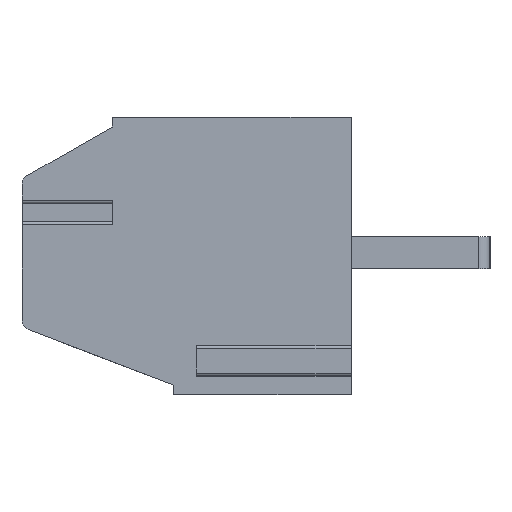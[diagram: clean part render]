
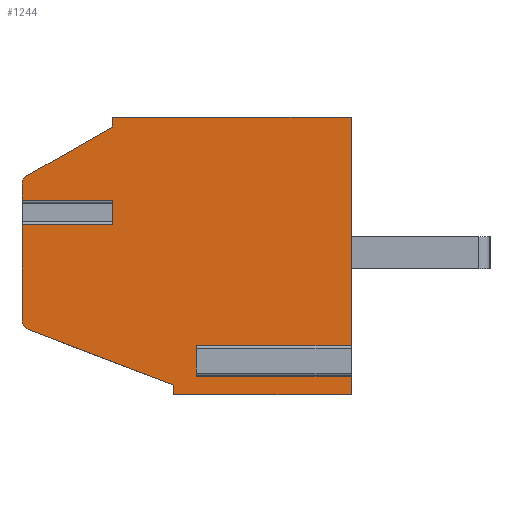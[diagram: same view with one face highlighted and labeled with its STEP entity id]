
A CAD part, left-side view. The second image highlights one B-rep face of the part: STEP entity #1244.
In plain terms, the highlighted planar face has unit normal (-1, 0, 0).
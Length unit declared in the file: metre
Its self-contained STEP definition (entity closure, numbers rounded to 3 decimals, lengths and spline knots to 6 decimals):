
#1244=ADVANCED_FACE('',(#2677),#2678,.T.);
#2677=FACE_OUTER_BOUND('',#4252,.T.);
#2678=PLANE('',#4253);
#4252=EDGE_LOOP('',(#8119,#8120,#8121,#8122,#8123,#8124,#8125,#8126,#8127,#8128,#8129,#8130,#8131,#8132,#8133,#8134,#8135,#8136));
#4253=AXIS2_PLACEMENT_3D('',#8137,#8138,#8139);
#8119=ORIENTED_EDGE('',*,*,#10155,.T.);
#8120=ORIENTED_EDGE('',*,*,#10477,.T.);
#8121=ORIENTED_EDGE('',*,*,#10889,.T.);
#8122=ORIENTED_EDGE('',*,*,#9967,.T.);
#8123=ORIENTED_EDGE('',*,*,#9328,.T.);
#8124=ORIENTED_EDGE('',*,*,#9918,.F.);
#8125=ORIENTED_EDGE('',*,*,#9614,.F.);
#8126=ORIENTED_EDGE('',*,*,#10714,.F.);
#8127=ORIENTED_EDGE('',*,*,#10890,.T.);
#8128=ORIENTED_EDGE('',*,*,#9912,.F.);
#8129=ORIENTED_EDGE('',*,*,#10012,.T.);
#8130=ORIENTED_EDGE('',*,*,#10077,.T.);
#8131=ORIENTED_EDGE('',*,*,#10891,.T.);
#8132=ORIENTED_EDGE('',*,*,#10850,.T.);
#8133=ORIENTED_EDGE('',*,*,#10161,.T.);
#8134=ORIENTED_EDGE('',*,*,#10892,.T.);
#8135=ORIENTED_EDGE('',*,*,#10611,.F.);
#8136=ORIENTED_EDGE('',*,*,#10720,.T.);
#8137=CARTESIAN_POINT('',(0.0,0.0099,-0.002078));
#8138=DIRECTION('',(-1.0,0.,0.0));
#8139=DIRECTION('',(0.0,0.0,1.0));
#9328=EDGE_CURVE('',#11152,#11156,#11158,.T.);
#9614=EDGE_CURVE('',#11672,#11674,#11675,.T.);
#9912=EDGE_CURVE('',#12171,#12173,#12174,.T.);
#9918=EDGE_CURVE('',#11674,#11156,#12184,.T.);
#9967=EDGE_CURVE('',#12259,#11152,#12263,.T.);
#10012=EDGE_CURVE('',#12171,#12336,#12338,.T.);
#10077=EDGE_CURVE('',#12336,#12436,#12438,.T.);
#10155=EDGE_CURVE('',#12567,#12565,#12568,.T.);
#10161=EDGE_CURVE('',#12577,#12575,#12578,.T.);
#10477=EDGE_CURVE('',#12565,#13047,#13049,.T.);
#10611=EDGE_CURVE('',#13225,#13227,#13228,.T.);
#10714=EDGE_CURVE('',#13359,#11672,#13360,.T.);
#10720=EDGE_CURVE('',#13225,#12567,#13366,.T.);
#10850=EDGE_CURVE('',#13508,#12577,#13522,.T.);
#10889=EDGE_CURVE('',#13047,#12259,#13565,.T.);
#10890=EDGE_CURVE('',#13359,#12173,#13566,.T.);
#10891=EDGE_CURVE('',#12436,#13508,#13567,.T.);
#10892=EDGE_CURVE('',#12575,#13227,#13568,.T.);
#11152=VERTEX_POINT('',#13861);
#11156=VERTEX_POINT('',#13866);
#11158=CIRCLE('',#13869,0.0003);
#11672=VERTEX_POINT('',#14581);
#11674=VERTEX_POINT('',#14583);
#11675=LINE('',#14584,#14585);
#12171=VERTEX_POINT('',#15280);
#12173=VERTEX_POINT('',#15283);
#12174=LINE('',#15284,#15285);
#12184=LINE('',#15297,#15298);
#12259=VERTEX_POINT('',#15401);
#12263=LINE('',#15407,#15408);
#12336=VERTEX_POINT('',#15513);
#12338=CIRCLE('',#15516,0.0003);
#12436=VERTEX_POINT('',#15660);
#12438=LINE('',#15663,#15664);
#12565=VERTEX_POINT('',#15851);
#12567=VERTEX_POINT('',#15854);
#12568=LINE('',#15855,#15856);
#12575=VERTEX_POINT('',#15865);
#12577=VERTEX_POINT('',#15867);
#12578=LINE('',#15868,#15869);
#13047=VERTEX_POINT('',#16564);
#13049=LINE('',#16567,#16568);
#13225=VERTEX_POINT('',#16830);
#13227=VERTEX_POINT('',#16832);
#13228=LINE('',#16833,#16834);
#13359=VERTEX_POINT('',#17030);
#13360=LINE('',#17031,#17032);
#13366=LINE('',#17039,#17040);
#13508=VERTEX_POINT('',#17272);
#13522=LINE('',#17296,#17297);
#13565=LINE('',#17358,#17359);
#13566=LINE('',#17360,#17361);
#13567=LINE('',#17362,#17363);
#13568=LINE('',#17364,#17365);
#13861=CARTESIAN_POINT('',(0.0,0.010049,-0.001818));
#13866=CARTESIAN_POINT('',(0.0,0.0102,-0.002078));
#13869=AXIS2_PLACEMENT_3D('',#17694,#17695,#17696);
#14581=CARTESIAN_POINT('',(0.,0.0074,-0.002573));
#14583=CARTESIAN_POINT('',(0.,0.0102,-0.002573));
#14584=CARTESIAN_POINT('',(0.,-0.004301,-0.002573));
#14585=VECTOR('',#18003,1.0);
#15280=CARTESIAN_POINT('',(0.0,0.0102,-0.006298));
#15283=CARTESIAN_POINT('',(0.,0.0102,-0.003327));
#15284=CARTESIAN_POINT('',(0.0,0.0102,-0.006298));
#15285=VECTOR('',#18309,1.0);
#15297=CARTESIAN_POINT('',(0.0,0.0102,-0.006298));
#15298=VECTOR('',#18321,1.0);
#15401=CARTESIAN_POINT('',(0.0,0.0074,-0.000304));
#15407=CARTESIAN_POINT('',(0.0,0.010049,-0.001818));
#15408=VECTOR('',#18376,1.0);
#15513=CARTESIAN_POINT('',(0.0,0.010007,-0.006578));
#15516=AXIS2_PLACEMENT_3D('',#18419,#18420,#18421);
#15660=CARTESIAN_POINT('',(0.0,0.0055,-0.0083));
#15663=CARTESIAN_POINT('',(0.0,0.0055,-0.0083));
#15664=VECTOR('',#18475,1.0);
#15851=CARTESIAN_POINT('',(0.0,0.0,0.0));
#15854=CARTESIAN_POINT('',(0.0,0.0,-0.007173));
#15855=CARTESIAN_POINT('',(0.0,0.0,0.0));
#15856=VECTOR('',#18561,1.0);
#15865=CARTESIAN_POINT('',(0.0,0.0,-0.007927));
#15867=CARTESIAN_POINT('',(0.0,0.0,-0.0086));
#15868=CARTESIAN_POINT('',(0.0,0.0,0.0));
#15869=VECTOR('',#18573,1.0);
#16564=CARTESIAN_POINT('',(0.0,0.0074,0.0));
#16567=CARTESIAN_POINT('',(0.0,0.0074,0.0));
#16568=VECTOR('',#18846,1.0);
#16830=CARTESIAN_POINT('',(0.0,0.0048,-0.007173));
#16832=CARTESIAN_POINT('',(0.,0.0048,-0.007927));
#16833=CARTESIAN_POINT('',(0.0,0.0048,-0.007754));
#16834=VECTOR('',#18975,1.0);
#17030=CARTESIAN_POINT('',(0.,0.0074,-0.003327));
#17031=CARTESIAN_POINT('',(0.0,0.0074,-0.006298));
#17032=VECTOR('',#19059,1.0);
#17039=CARTESIAN_POINT('',(0.0,0.0,-0.007173));
#17040=VECTOR('',#19064,1.0);
#17272=CARTESIAN_POINT('',(0.0,0.0055,-0.0086));
#17296=CARTESIAN_POINT('',(0.0,0.0,-0.0086));
#17297=VECTOR('',#19163,1.0);
#17358=CARTESIAN_POINT('',(0.0,0.0074,-0.000304));
#17359=VECTOR('',#19191,1.0);
#17360=CARTESIAN_POINT('',(0.,-0.004301,-0.003327));
#17361=VECTOR('',#19192,1.0);
#17362=CARTESIAN_POINT('',(0.0,0.0055,-0.0086));
#17363=VECTOR('',#19193,1.0);
#17364=CARTESIAN_POINT('',(0.0,0.0048,-0.007927));
#17365=VECTOR('',#19194,1.0);
#17694=CARTESIAN_POINT('',(0.0,0.0099,-0.002078));
#17695=DIRECTION('',(-1.0,0.,0.0));
#17696=DIRECTION('',(0.0,0.0,1.0));
#18003=DIRECTION('',(0.0,1.0,0.0));
#18309=DIRECTION('',(0.0,0.0,1.0));
#18321=DIRECTION('',(0.0,0.0,1.0));
#18376=DIRECTION('',(0.0,0.868,-0.496));
#18419=CARTESIAN_POINT('',(0.0,0.0099,-0.006298));
#18420=DIRECTION('',(-1.0,0.,0.0));
#18421=DIRECTION('',(0.0,0.0,1.0));
#18475=DIRECTION('',(0.0,-0.934,-0.357));
#18561=DIRECTION('',(0.0,0.0,1.0));
#18573=DIRECTION('',(0.0,0.0,1.0));
#18846=DIRECTION('',(0.0,1.0,0.0));
#18975=DIRECTION('',(0.0,0.0,-1.0));
#19059=DIRECTION('',(0.0,0.0,1.0));
#19064=DIRECTION('',(0.0,-1.0,0.0));
#19163=DIRECTION('',(0.0,-1.0,0.));
#19191=DIRECTION('',(0.0,0.0,-1.0));
#19192=DIRECTION('',(0.0,1.0,0.0));
#19193=DIRECTION('',(0.0,0.0,-1.0));
#19194=DIRECTION('',(0.0,1.0,0.0));
